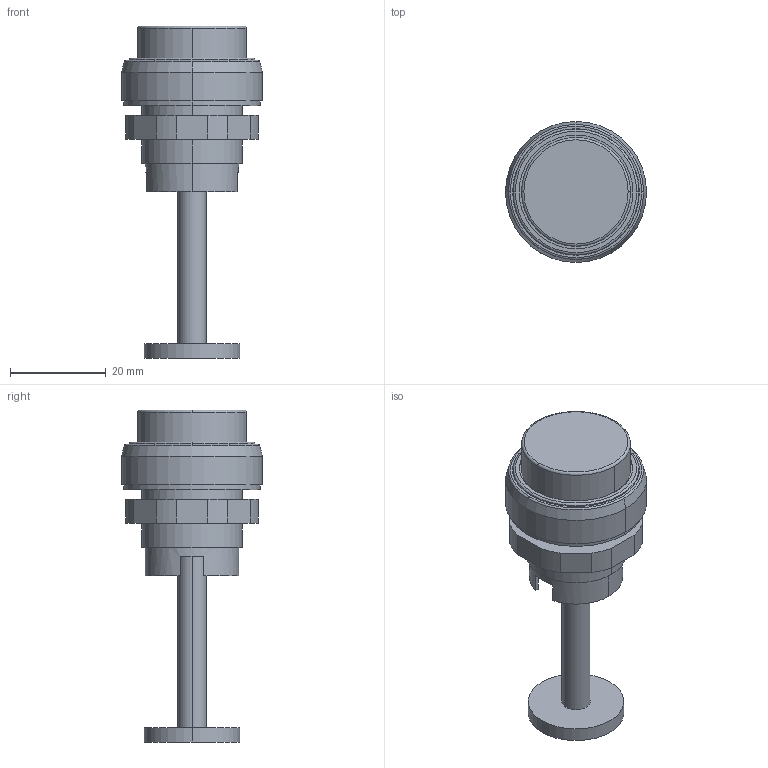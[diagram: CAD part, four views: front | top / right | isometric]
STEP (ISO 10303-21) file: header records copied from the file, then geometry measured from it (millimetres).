
FILE_DESCRIPTION((''),'2;1');
FILE_NAME('3d_LPCR2004.stp','2012-10-03T10:50:26',(''),(''),'Mechanical Desktop 2011','Mechanical Desktop 2011',', , ');
FILE_SCHEMA(('CONFIG_CONTROL_DESIGN'));
Length unit declared in the file: millimetre
Products named in the file (1): Product
Bounding box: 29.5 x 29.5 x 69.5 mm (x, y, z)
Volume: 17600.6 mm3; surface area: 6933.2 mm2
Topology: 4 solids, 4 shells, 66 faces, 186 edges, 161 vertices
Faces by surface type: cylinder 28, plane 28, torus 6, cone 4
Entity records: 2234 total; most frequent: DIRECTION 409, CARTESIAN_POINT 387, ORIENTED_EDGE 318, EDGE_CURVE 159, AXIS2_PLACEMENT_3D 156, VERTEX_POINT 107, VECTOR 97, LINE 97
